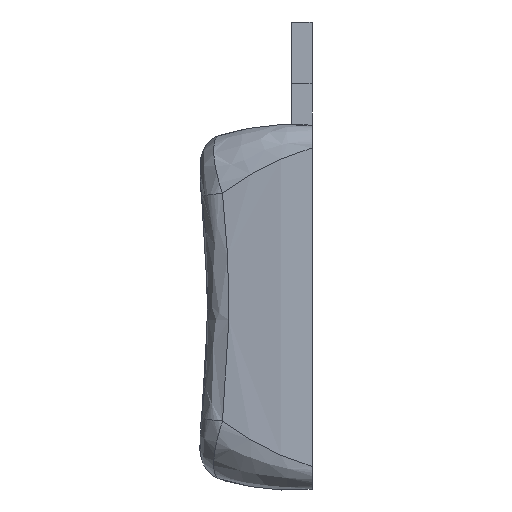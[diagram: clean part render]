
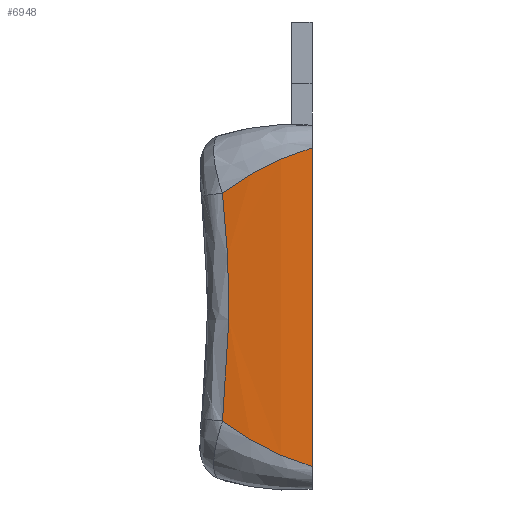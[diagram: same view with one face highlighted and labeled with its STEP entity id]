
A CAD part, left-side view. The second image highlights one B-rep face of the part: STEP entity #6948.
In plain terms, the highlighted cylindrical face has radius 20.743 mm (diameter 41.487 mm), a partial arc.
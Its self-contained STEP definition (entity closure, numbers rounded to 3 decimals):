
#257=ELLIPSE('',#7513,44.311,40.779);
#594=CYLINDRICAL_SURFACE('',#7512,20.743);
#1012=FACE_OUTER_BOUND('',#1448,.T.);
#1448=EDGE_LOOP('',(#6350,#6351,#6352,#6353));
#1847=B_SPLINE_CURVE_WITH_KNOTS('',3,(#19047,#19048,#19049,#19050,#19051,
#19052,#19053,#19054,#19055,#19056,#19057,#19058,#19059,#19060,#19061,#19062,
#19063,#19064,#19065,#19066,#19067,#19068,#19069,#19070,#19071),
 .UNSPECIFIED.,.F.,.F.,(4,3,3,3,3,3,3,3,4),(0.033,0.11,
0.187,0.261,0.334,0.407,
0.418,0.491,0.524),.UNSPECIFIED.);
#1857=B_SPLINE_CURVE_WITH_KNOTS('',3,(#19382,#19383,#19384,#19385,#19386,
#19387,#19388,#19389,#19390,#19391,#19392,#19393,#19394,#19395,#19396,#19397,
#19398,#19399,#19400,#19401,#19402,#19403,#19404,#19405,#19406),
 .UNSPECIFIED.,.F.,.F.,(4,3,3,3,3,3,3,3,4),(-0.107,-0.033,
0.,0.073,0.146,0.221,0.296,
0.373,0.385),.UNSPECIFIED.);
#1896=LINE('',#9256,#2278);
#2278=VECTOR('',#7570,10.);
#2674=VERTEX_POINT('',#9244);
#2675=VERTEX_POINT('',#9255);
#3259=VERTEX_POINT('',#19018);
#3269=VERTEX_POINT('',#19381);
#3322=EDGE_CURVE('',#2674,#2675,#1896,.T.);
#4290=EDGE_CURVE('',#3259,#2674,#1847,.T.);
#4307=EDGE_CURVE('',#2675,#3269,#1857,.T.);
#4309=EDGE_CURVE('',#3269,#3259,#257,.T.);
#6350=ORIENTED_EDGE('',*,*,#3322,.F.);
#6351=ORIENTED_EDGE('',*,*,#4290,.F.);
#6352=ORIENTED_EDGE('',*,*,#4309,.F.);
#6353=ORIENTED_EDGE('',*,*,#4307,.F.);
#6948=ADVANCED_FACE('',(#1012),#594,.T.);
#7512=AXIS2_PLACEMENT_3D('',#19414,#8971,#8972);
#7513=AXIS2_PLACEMENT_3D('',#19415,#8973,#8974);
#7570=DIRECTION('',(0.,0.,-1.));
#8971=DIRECTION('center_axis',(0.,0.,1.));
#8972=DIRECTION('ref_axis',(-0.92,0.391,0.));
#8973=DIRECTION('center_axis',(-0.987,0.163,0.));
#8974=DIRECTION('ref_axis',(0.,0.,1.));
#9244=CARTESIAN_POINT('',(-8.926,2.5,7.797));
#9255=CARTESIAN_POINT('',(-8.926,2.5,-7.784));
#9256=CARTESIAN_POINT('',(-8.926,2.5,-0.007));
#19018=CARTESIAN_POINT('',(-8.672,6.882,5.577));
#19047=CARTESIAN_POINT('Ctrl Pts',(-8.672,6.882,5.577));
#19048=CARTESIAN_POINT('Ctrl Pts',(-8.707,6.674,5.732));
#19049=CARTESIAN_POINT('Ctrl Pts',(-8.738,6.463,5.882));
#19050=CARTESIAN_POINT('Ctrl Pts',(-8.767,6.247,6.026));
#19051=CARTESIAN_POINT('Ctrl Pts',(-8.796,6.031,6.17));
#19052=CARTESIAN_POINT('Ctrl Pts',(-8.822,5.81,6.309));
#19053=CARTESIAN_POINT('Ctrl Pts',(-8.845,5.587,6.441));
#19054=CARTESIAN_POINT('Ctrl Pts',(-8.867,5.371,6.569));
#19055=CARTESIAN_POINT('Ctrl Pts',(-8.885,5.153,6.69));
#19056=CARTESIAN_POINT('Ctrl Pts',(-8.901,4.932,6.806));
#19057=CARTESIAN_POINT('Ctrl Pts',(-8.916,4.713,6.921));
#19058=CARTESIAN_POINT('Ctrl Pts',(-8.928,4.491,7.03));
#19059=CARTESIAN_POINT('Ctrl Pts',(-8.936,4.267,7.132));
#19060=CARTESIAN_POINT('Ctrl Pts',(-8.944,4.046,7.234));
#19061=CARTESIAN_POINT('Ctrl Pts',(-8.949,3.822,7.33));
#19062=CARTESIAN_POINT('Ctrl Pts',(-8.95,3.597,7.419));
#19063=CARTESIAN_POINT('Ctrl Pts',(-8.95,3.565,7.432));
#19064=CARTESIAN_POINT('Ctrl Pts',(-8.95,3.532,7.444));
#19065=CARTESIAN_POINT('Ctrl Pts',(-8.95,3.5,7.457));
#19066=CARTESIAN_POINT('Ctrl Pts',(-8.95,3.274,7.544));
#19067=CARTESIAN_POINT('Ctrl Pts',(-8.946,3.046,7.625));
#19068=CARTESIAN_POINT('Ctrl Pts',(-8.939,2.816,7.7));
#19069=CARTESIAN_POINT('Ctrl Pts',(-8.935,2.711,7.733));
#19070=CARTESIAN_POINT('Ctrl Pts',(-8.931,2.606,7.766));
#19071=CARTESIAN_POINT('Ctrl Pts',(-8.926,2.5,7.797));
#19381=CARTESIAN_POINT('',(-8.672,6.882,-5.564));
#19382=CARTESIAN_POINT('Ctrl Pts',(-8.926,2.5,-7.784));
#19383=CARTESIAN_POINT('Ctrl Pts',(-8.937,2.731,-7.716));
#19384=CARTESIAN_POINT('Ctrl Pts',(-8.944,2.961,-7.641));
#19385=CARTESIAN_POINT('Ctrl Pts',(-8.948,3.188,-7.559));
#19386=CARTESIAN_POINT('Ctrl Pts',(-8.949,3.293,-7.522));
#19387=CARTESIAN_POINT('Ctrl Pts',(-8.95,3.396,-7.483));
#19388=CARTESIAN_POINT('Ctrl Pts',(-8.95,3.5,-7.443));
#19389=CARTESIAN_POINT('Ctrl Pts',(-8.95,3.726,-7.356));
#19390=CARTESIAN_POINT('Ctrl Pts',(-8.946,3.95,-7.262));
#19391=CARTESIAN_POINT('Ctrl Pts',(-8.939,4.173,-7.162));
#19392=CARTESIAN_POINT('Ctrl Pts',(-8.932,4.397,-7.061));
#19393=CARTESIAN_POINT('Ctrl Pts',(-8.921,4.619,-6.954));
#19394=CARTESIAN_POINT('Ctrl Pts',(-8.907,4.839,-6.841));
#19395=CARTESIAN_POINT('Ctrl Pts',(-8.892,5.062,-6.727));
#19396=CARTESIAN_POINT('Ctrl Pts',(-8.874,5.282,-6.606));
#19397=CARTESIAN_POINT('Ctrl Pts',(-8.853,5.499,-6.479));
#19398=CARTESIAN_POINT('Ctrl Pts',(-8.832,5.719,-6.351));
#19399=CARTESIAN_POINT('Ctrl Pts',(-8.808,5.936,-6.217));
#19400=CARTESIAN_POINT('Ctrl Pts',(-8.78,6.149,-6.077));
#19401=CARTESIAN_POINT('Ctrl Pts',(-8.752,6.366,-5.935));
#19402=CARTESIAN_POINT('Ctrl Pts',(-8.721,6.579,-5.787));
#19403=CARTESIAN_POINT('Ctrl Pts',(-8.688,6.788,-5.634));
#19404=CARTESIAN_POINT('Ctrl Pts',(-8.683,6.819,-5.611));
#19405=CARTESIAN_POINT('Ctrl Pts',(-8.678,6.851,-5.587));
#19406=CARTESIAN_POINT('Ctrl Pts',(-8.672,6.882,-5.564));
#19414=CARTESIAN_POINT('Origin',(11.793,3.5,0.007));
#19415=CARTESIAN_POINT('Origin',(-2.077,46.796,0.007));
